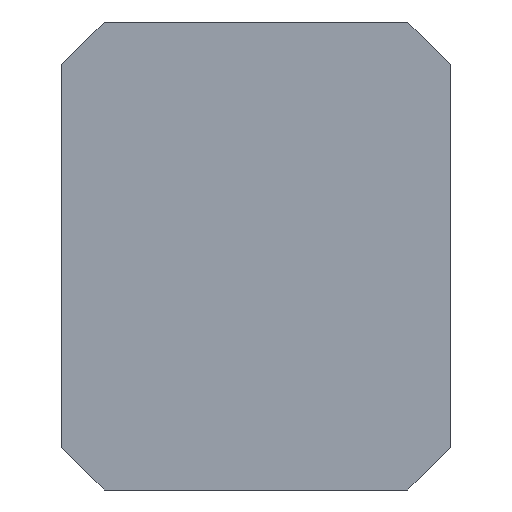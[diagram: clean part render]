
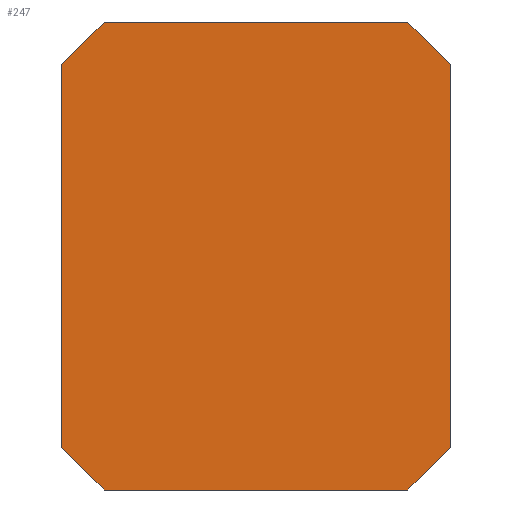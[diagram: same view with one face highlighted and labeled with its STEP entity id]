
A CAD part, front view. The second image highlights one B-rep face of the part: STEP entity #247.
In plain terms, the highlighted planar face has unit normal (0, -1, 0).
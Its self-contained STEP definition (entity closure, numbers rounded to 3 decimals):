
#3 = VERTEX_POINT ( 'NONE', #356 ) ;
#8 = VECTOR ( 'NONE', #166, 1000. ) ;
#11 = ORIENTED_EDGE ( 'NONE', *, *, #357, .T. ) ;
#14 = VERTEX_POINT ( 'NONE', #48 ) ;
#27 = LINE ( 'NONE', #222, #8 ) ;
#28 = CARTESIAN_POINT ( 'NONE',  ( 0., 0., 0. ) ) ;
#29 = VECTOR ( 'NONE', #228, 1000. ) ;
#34 = VECTOR ( 'NONE', #92, 1000. ) ;
#37 = ORIENTED_EDGE ( 'NONE', *, *, #361, .T. ) ;
#48 = CARTESIAN_POINT ( 'NONE',  ( 451.5, 0., -610.5 ) ) ;
#61 = ORIENTED_EDGE ( 'NONE', *, *, #77, .F. ) ;
#68 = EDGE_CURVE ( 'NONE', #83, #148, #332, .T. ) ;
#69 = CARTESIAN_POINT ( 'NONE',  ( 0., 0., -555.5 ) ) ;
#71 = DIRECTION ( 'NONE',  ( 0., 0., 1. ) ) ;
#72 = EDGE_CURVE ( 'NONE', #241, #271, #186, .T. ) ;
#77 = EDGE_CURVE ( 'NONE', #14, #353, #128, .T. ) ;
#79 = PLANE ( 'NONE',  #111 ) ;
#83 = VERTEX_POINT ( 'NONE', #69 ) ;
#92 = DIRECTION ( 'NONE',  ( -1., 0., 0. ) ) ;
#93 = VECTOR ( 'NONE', #281, 1000. ) ;
#95 = VECTOR ( 'NONE', #174, 1000. ) ;
#98 = CARTESIAN_POINT ( 'NONE',  ( 0., 0., 0. ) ) ;
#111 = AXIS2_PLACEMENT_3D ( 'NONE', #28, #365, #343 ) ;
#116 = CARTESIAN_POINT ( 'NONE',  ( 55., 0., -610.5 ) ) ;
#127 = ORIENTED_EDGE ( 'NONE', *, *, #68, .F. ) ;
#128 = LINE ( 'NONE', #213, #34 ) ;
#131 = VERTEX_POINT ( 'NONE', #305 ) ;
#136 = CARTESIAN_POINT ( 'NONE',  ( 506.5, 0., -555.5 ) ) ;
#143 = VECTOR ( 'NONE', #202, 1000. ) ;
#144 = EDGE_CURVE ( 'NONE', #131, #3, #366, .T. ) ;
#148 = VERTEX_POINT ( 'NONE', #369 ) ;
#166 = DIRECTION ( 'NONE',  ( 0.707, 0., -0.707 ) ) ;
#168 = VECTOR ( 'NONE', #71, 1000. ) ;
#170 = CARTESIAN_POINT ( 'NONE',  ( 0., 0., 0. ) ) ;
#174 = DIRECTION ( 'NONE',  ( 0.707, 0., 0.707 ) ) ;
#175 = ORIENTED_EDGE ( 'NONE', *, *, #144, .F. ) ;
#181 = LINE ( 'NONE', #260, #143 ) ;
#182 = ORIENTED_EDGE ( 'NONE', *, *, #231, .T. ) ;
#186 = LINE ( 'NONE', #282, #93 ) ;
#191 = CARTESIAN_POINT ( 'NONE',  ( 506.5, 0., -55. ) ) ;
#201 = ORIENTED_EDGE ( 'NONE', *, *, #72, .F. ) ;
#202 = DIRECTION ( 'NONE',  ( -0.707, 0., 0.707 ) ) ;
#204 = LINE ( 'NONE', #323, #95 ) ;
#207 = EDGE_LOOP ( 'NONE', ( #233, #61, #11, #201, #37, #175, #182, #127 ) ) ;
#213 = CARTESIAN_POINT ( 'NONE',  ( 0., 0., -610.5 ) ) ;
#222 = CARTESIAN_POINT ( 'NONE',  ( 55., 0., -610.5 ) ) ;
#226 = FACE_OUTER_BOUND ( 'NONE', #207, .T. ) ;
#228 = DIRECTION ( 'NONE',  ( -0.707, 0., -0.707 ) ) ;
#231 = EDGE_CURVE ( 'NONE', #131, #148, #250, .T. ) ;
#233 = ORIENTED_EDGE ( 'NONE', *, *, #242, .T. ) ;
#241 = VERTEX_POINT ( 'NONE', #191 ) ;
#242 = EDGE_CURVE ( 'NONE', #83, #353, #27, .T. ) ;
#247 = ADVANCED_FACE ( 'NONE', ( #226 ), #79, .T. ) ;
#250 = LINE ( 'NONE', #368, #29 ) ;
#260 = CARTESIAN_POINT ( 'NONE',  ( 451.5, 0., 0. ) ) ;
#271 = VERTEX_POINT ( 'NONE', #136 ) ;
#281 = DIRECTION ( 'NONE',  ( 0., 0., -1. ) ) ;
#282 = CARTESIAN_POINT ( 'NONE',  ( 506.5, 0., 0. ) ) ;
#305 = CARTESIAN_POINT ( 'NONE',  ( 55., 0., 0. ) ) ;
#323 = CARTESIAN_POINT ( 'NONE',  ( 506.5, 0., -555.5 ) ) ;
#332 = LINE ( 'NONE', #98, #168 ) ;
#343 = DIRECTION ( 'NONE',  ( 0., 0., -1. ) ) ;
#344 = DIRECTION ( 'NONE',  ( 1., 0., 0. ) ) ;
#345 = VECTOR ( 'NONE', #344, 1000. ) ;
#353 = VERTEX_POINT ( 'NONE', #116 ) ;
#356 = CARTESIAN_POINT ( 'NONE',  ( 451.5, 0., 0. ) ) ;
#357 = EDGE_CURVE ( 'NONE', #14, #271, #204, .T. ) ;
#361 = EDGE_CURVE ( 'NONE', #241, #3, #181, .T. ) ;
#365 = DIRECTION ( 'NONE',  ( 0., -1., 0. ) ) ;
#366 = LINE ( 'NONE', #170, #345 ) ;
#368 = CARTESIAN_POINT ( 'NONE',  ( 55., 0., 0. ) ) ;
#369 = CARTESIAN_POINT ( 'NONE',  ( 0., 0., -55. ) ) ;
